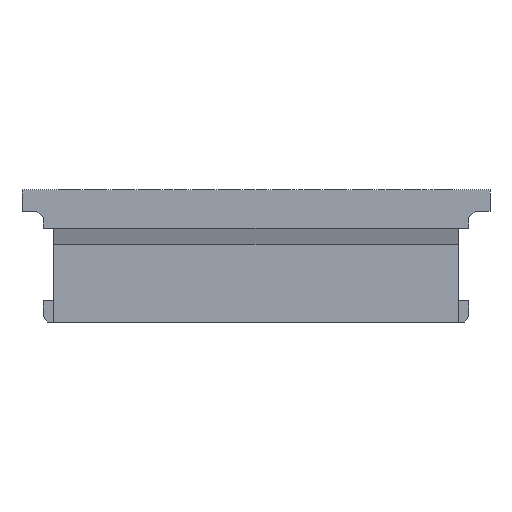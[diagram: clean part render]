
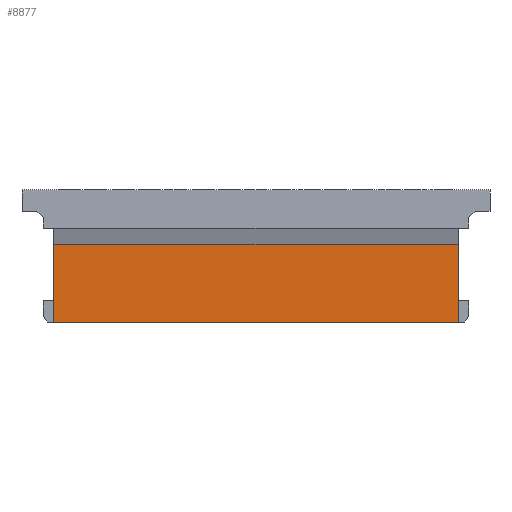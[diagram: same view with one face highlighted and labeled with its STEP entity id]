
A CAD part, front view. The second image highlights one B-rep face of the part: STEP entity #8877.
In plain terms, the highlighted planar face has unit normal (0, -1, 0).
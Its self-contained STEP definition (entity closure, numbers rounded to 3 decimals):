
#9=DIRECTION('',(1.,0.,0.));
#10=VECTOR('',#9,18.97);
#11=CARTESIAN_POINT('',(-9.485,-0.65,0.));
#12=LINE('',#11,#10);
#305=DIRECTION('',(0.,0.,1.));
#306=VECTOR('',#305,3.64);
#307=CARTESIAN_POINT('',(9.485,-0.65,0.));
#308=LINE('',#307,#306);
#325=DIRECTION('',(-1.,0.,0.));
#326=VECTOR('',#325,18.97);
#327=CARTESIAN_POINT('',(9.485,-0.65,3.64));
#328=LINE('',#327,#326);
#329=DIRECTION('',(0.,0.,1.));
#330=VECTOR('',#329,3.64);
#331=CARTESIAN_POINT('',(-9.485,-0.65,0.));
#332=LINE('',#331,#330);
#6553=CARTESIAN_POINT('',(-9.485,-0.65,0.));
#6554=CARTESIAN_POINT('',(9.485,-0.65,0.));
#6555=VERTEX_POINT('',#6553);
#6556=VERTEX_POINT('',#6554);
#6727=CARTESIAN_POINT('',(9.485,-0.65,3.64));
#6728=CARTESIAN_POINT('',(-9.485,-0.65,3.64));
#6729=VERTEX_POINT('',#6727);
#6730=VERTEX_POINT('',#6728);
#8865=CARTESIAN_POINT('',(-9.485,-0.65,0.));
#8866=DIRECTION('',(0.,1.,0.));
#8867=DIRECTION('',(1.,0.,0.));
#8868=AXIS2_PLACEMENT_3D('',#8865,#8866,#8867);
#8869=PLANE('',#8868);
#8871=ORIENTED_EDGE('',*,*,#8870,.F.);
#8872=ORIENTED_EDGE('',*,*,#8847,.F.);
#8873=ORIENTED_EDGE('',*,*,#8620,.F.);
#8874=ORIENTED_EDGE('',*,*,#8796,.T.);
#8875=EDGE_LOOP('',(#8871,#8872,#8873,#8874));
#8876=FACE_OUTER_BOUND('',#8875,.F.);
#8620=EDGE_CURVE('',#6555,#6556,#12,.T.);
#8796=EDGE_CURVE('',#6555,#6730,#332,.T.);
#8847=EDGE_CURVE('',#6556,#6729,#308,.T.);
#8870=EDGE_CURVE('',#6729,#6730,#328,.T.);
#8877=ADVANCED_FACE('',(#8876),#8869,.F.);
